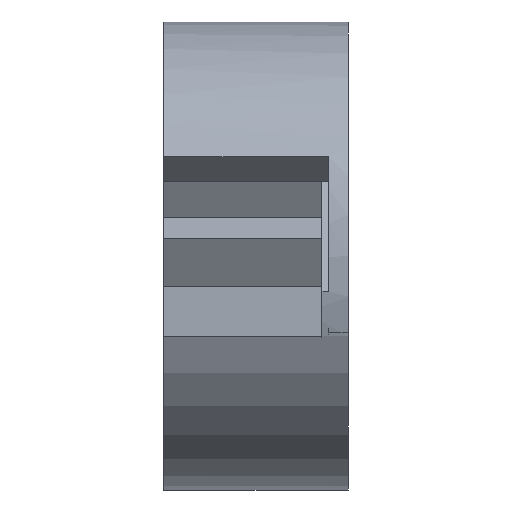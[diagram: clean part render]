
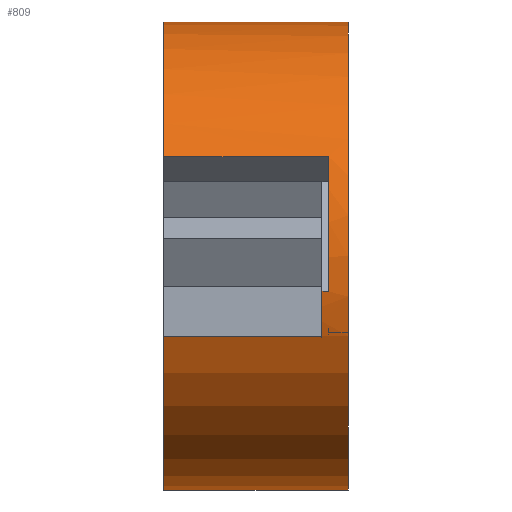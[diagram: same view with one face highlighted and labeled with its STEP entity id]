
A CAD part, left-side view. The second image highlights one B-rep face of the part: STEP entity #809.
In plain terms, the highlighted cylindrical face has radius 35.5 mm (diameter 71 mm), a partial arc.
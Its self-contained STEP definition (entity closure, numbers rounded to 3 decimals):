
#30 = ORIENTED_EDGE ( 'NONE', *, *, #2195, .F. ) ;
#48 = DIRECTION ( 'NONE',  ( 0., -1., 0. ) ) ;
#99 = DIRECTION ( 'NONE',  ( 0., -1., 0. ) ) ;
#138 = ORIENTED_EDGE ( 'NONE', *, *, #3178, .F. ) ;
#160 = EDGE_CURVE ( 'NONE', #2890, #3106, #597, .T. ) ;
#226 = VERTEX_POINT ( 'NONE', #1789 ) ;
#282 = VERTEX_POINT ( 'NONE', #2538 ) ;
#397 = CIRCLE ( 'NONE', #3380, 35.5 ) ;
#406 = CARTESIAN_POINT ( 'NONE',  ( 0., 14., 0. ) ) ;
#433 = LINE ( 'NONE', #1771, #1884 ) ;
#436 = VERTEX_POINT ( 'NONE', #1634 ) ;
#489 = CARTESIAN_POINT ( 'NONE',  ( -35.09, -10., -5.378 ) ) ;
#597 = LINE ( 'NONE', #2784, #3426 ) ;
#624 = CIRCLE ( 'NONE', #1937, 35.5 ) ;
#775 = DIRECTION ( 'NONE',  ( 0., 0., 1. ) ) ;
#809 = ADVANCED_FACE ( 'NONE', ( #2417 ), #1897, .T. ) ;
#880 = ORIENTED_EDGE ( 'NONE', *, *, #1513, .T. ) ;
#970 = CARTESIAN_POINT ( 'NONE',  ( 0., -14., 35.5 ) ) ;
#977 = CIRCLE ( 'NONE', #2640, 35.5 ) ;
#1014 = ORIENTED_EDGE ( 'NONE', *, *, #2528, .F. ) ;
#1020 = ORIENTED_EDGE ( 'NONE', *, *, #2731, .T. ) ;
#1036 = DIRECTION ( 'NONE',  ( 0., 0., 1. ) ) ;
#1037 = ORIENTED_EDGE ( 'NONE', *, *, #1084, .F. ) ;
#1084 = EDGE_CURVE ( 'NONE', #2255, #3443, #624, .T. ) ;
#1101 = CARTESIAN_POINT ( 'NONE',  ( 0., -10., 0. ) ) ;
#1116 = ORIENTED_EDGE ( 'NONE', *, *, #1212, .F. ) ;
#1161 = CARTESIAN_POINT ( 'NONE',  ( -32.134, 14., 15.088 ) ) ;
#1212 = EDGE_CURVE ( 'NONE', #282, #3106, #3540, .T. ) ;
#1261 = AXIS2_PLACEMENT_3D ( 'NONE', #2853, #1782, #1455 ) ;
#1455 = DIRECTION ( 'NONE',  ( 0., 0., 1. ) ) ;
#1506 = DIRECTION ( 'NONE',  ( 0., 1., 0. ) ) ;
#1512 = LINE ( 'NONE', #2585, #3328 ) ;
#1513 = EDGE_CURVE ( 'NONE', #436, #3443, #433, .T. ) ;
#1526 = DIRECTION ( 'NONE',  ( 0., 1., 0. ) ) ;
#1547 = CARTESIAN_POINT ( 'NONE',  ( 0., 14., -35.5 ) ) ;
#1632 = CARTESIAN_POINT ( 'NONE',  ( 0., 14., 0. ) ) ;
#1634 = CARTESIAN_POINT ( 'NONE',  ( -33.356, -10., -12.15 ) ) ;
#1650 = CARTESIAN_POINT ( 'NONE',  ( 0., 14., -35.5 ) ) ;
#1771 = CARTESIAN_POINT ( 'NONE',  ( -33.356, 14., -12.15 ) ) ;
#1775 = AXIS2_PLACEMENT_3D ( 'NONE', #1632, #1845, #3544 ) ;
#1782 = DIRECTION ( 'NONE',  ( 0., 1., 0. ) ) ;
#1784 = VECTOR ( 'NONE', #1526, 1000. ) ;
#1789 = CARTESIAN_POINT ( 'NONE',  ( 0., 14., 35.5 ) ) ;
#1845 = DIRECTION ( 'NONE',  ( 0., -1., 0. ) ) ;
#1849 = DIRECTION ( 'NONE',  ( 0., 1., 0. ) ) ;
#1865 = VERTEX_POINT ( 'NONE', #970 ) ;
#1884 = VECTOR ( 'NONE', #1506, 1000. ) ;
#1885 = ORIENTED_EDGE ( 'NONE', *, *, #2447, .T. ) ;
#1897 = CYLINDRICAL_SURFACE ( 'NONE', #1775, 35.5 ) ;
#1937 = AXIS2_PLACEMENT_3D ( 'NONE', #406, #2328, #2363 ) ;
#1948 = DIRECTION ( 'NONE',  ( 0., 0., 1. ) ) ;
#1953 = DIRECTION ( 'NONE',  ( 0., -1., 0. ) ) ;
#1957 = VERTEX_POINT ( 'NONE', #2335 ) ;
#2064 = ORIENTED_EDGE ( 'NONE', *, *, #2564, .T. ) ;
#2195 = EDGE_CURVE ( 'NONE', #2890, #226, #397, .T. ) ;
#2203 = DIRECTION ( 'NONE',  ( 0., 1., 0. ) ) ;
#2255 = VERTEX_POINT ( 'NONE', #1547 ) ;
#2328 = DIRECTION ( 'NONE',  ( 0., 1., 0. ) ) ;
#2335 = CARTESIAN_POINT ( 'NONE',  ( 0., -14., -35.5 ) ) ;
#2363 = DIRECTION ( 'NONE',  ( 0., 0., 1. ) ) ;
#2417 = FACE_OUTER_BOUND ( 'NONE', #2572, .T. ) ;
#2447 = EDGE_CURVE ( 'NONE', #1957, #1865, #2870, .T. ) ;
#2528 = EDGE_CURVE ( 'NONE', #226, #1865, #1512, .T. ) ;
#2538 = CARTESIAN_POINT ( 'NONE',  ( -35.09, -11., -5.378 ) ) ;
#2564 = EDGE_CURVE ( 'NONE', #282, #3017, #3425, .T. ) ;
#2572 = EDGE_LOOP ( 'NONE', ( #1014, #30, #2856, #1116, #2064, #138, #880, #1037, #1020, #1885 ) ) ;
#2585 = CARTESIAN_POINT ( 'NONE',  ( 0., 14., 35.5 ) ) ;
#2640 = AXIS2_PLACEMENT_3D ( 'NONE', #1101, #2203, #1948 ) ;
#2689 = VECTOR ( 'NONE', #1953, 1000. ) ;
#2719 = CARTESIAN_POINT ( 'NONE',  ( -32.134, -11., 15.088 ) ) ;
#2731 = EDGE_CURVE ( 'NONE', #2255, #1957, #2998, .T. ) ;
#2784 = CARTESIAN_POINT ( 'NONE',  ( -32.134, 14., 15.088 ) ) ;
#2853 = CARTESIAN_POINT ( 'NONE',  ( 0., -14., 0. ) ) ;
#2856 = ORIENTED_EDGE ( 'NONE', *, *, #160, .T. ) ;
#2870 = CIRCLE ( 'NONE', #1261, 35.5 ) ;
#2890 = VERTEX_POINT ( 'NONE', #1161 ) ;
#2936 = CARTESIAN_POINT ( 'NONE',  ( -33.356, 14., -12.15 ) ) ;
#2998 = LINE ( 'NONE', #1650, #2689 ) ;
#3017 = VERTEX_POINT ( 'NONE', #489 ) ;
#3106 = VERTEX_POINT ( 'NONE', #2719 ) ;
#3162 = CARTESIAN_POINT ( 'NONE',  ( -35.09, 14., -5.378 ) ) ;
#3178 = EDGE_CURVE ( 'NONE', #436, #3017, #977, .T. ) ;
#3204 = CARTESIAN_POINT ( 'NONE',  ( 0., -11., 0. ) ) ;
#3222 = DIRECTION ( 'NONE',  ( 0., 1., 0. ) ) ;
#3328 = VECTOR ( 'NONE', #99, 1000. ) ;
#3374 = AXIS2_PLACEMENT_3D ( 'NONE', #3204, #3222, #775 ) ;
#3380 = AXIS2_PLACEMENT_3D ( 'NONE', #3532, #1849, #1036 ) ;
#3425 = LINE ( 'NONE', #3162, #1784 ) ;
#3426 = VECTOR ( 'NONE', #48, 1000. ) ;
#3443 = VERTEX_POINT ( 'NONE', #2936 ) ;
#3532 = CARTESIAN_POINT ( 'NONE',  ( 0., 14., 0. ) ) ;
#3540 = CIRCLE ( 'NONE', #3374, 35.5 ) ;
#3544 = DIRECTION ( 'NONE',  ( 0., 0., -1. ) ) ;
